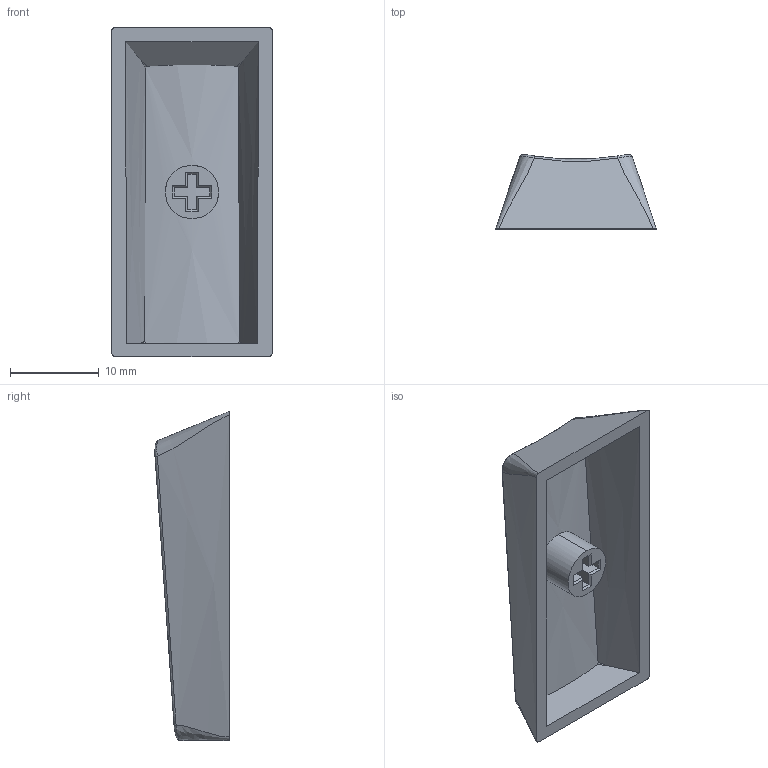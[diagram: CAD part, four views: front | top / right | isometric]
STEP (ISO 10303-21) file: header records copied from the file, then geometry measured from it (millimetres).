
FILE_DESCRIPTION (( 'STEP AP203' ), '1' );
FILE_NAME ('r3-4_200vert.STEP', '2018-04-18T20:27:04', ( '' ), ( '' ), 'SwSTEP 2.0', 'SolidWorks 2017', '' );
FILE_SCHEMA (( 'CONFIG_CONTROL_DESIGN' ));
Length unit declared in the file: millimetre
Products named in the file (1): r3-4_200vert
Bounding box: 18.1 x 8.38 x 37.1 mm (x, y, z)
Volume: 1641.5 mm3; surface area: 2376.2 mm2
Topology: 1 solids, 1 shells, 55 faces, 130 edges, 80 vertices
Faces by surface type: plane 30, bspline 23, cylinder 2
Entity records: 3685 total; most frequent: CARTESIAN_POINT 2573, ORIENTED_EDGE 260, EDGE_CURVE 130, DIRECTION 126, VERTEX_POINT 80, B_SPLINE_CURVE_WITH_KNOTS 72, EDGE_LOOP 58, LINE 56
